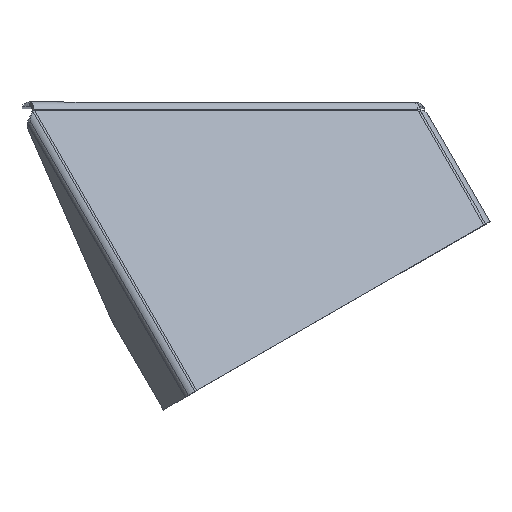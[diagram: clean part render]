
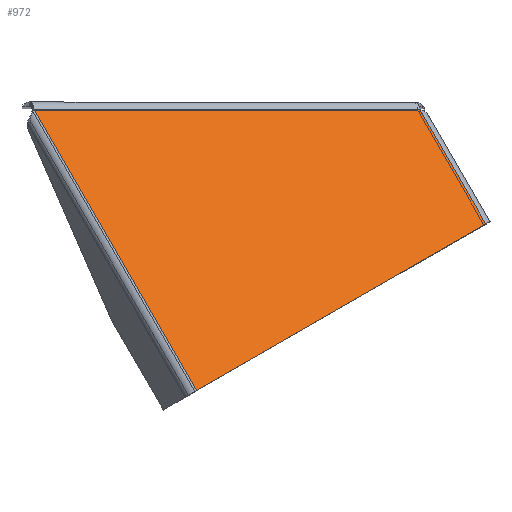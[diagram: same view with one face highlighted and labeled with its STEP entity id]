
A CAD part, top view. The second image highlights one B-rep face of the part: STEP entity #972.
In plain terms, the highlighted planar face has unit normal (0.433, 0.25, 0.866).
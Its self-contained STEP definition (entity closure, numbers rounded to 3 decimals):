
#93 = VERTEX_POINT ( 'NONE', #229 ) ;
#94 = CARTESIAN_POINT ( 'NONE',  ( 105.581, 60.856, 211.162 ) ) ;
#129 = ORIENTED_EDGE ( 'NONE', *, *, #645, .F. ) ;
#182 = LINE ( 'NONE', #1050, #425 ) ;
#192 = PLANE ( 'NONE',  #586 ) ;
#229 = CARTESIAN_POINT ( 'NONE',  ( 49.701, -22.998, 263.347 ) ) ;
#258 = VERTEX_POINT ( 'NONE', #656 ) ;
#283 = DIRECTION ( 'NONE',  ( 0.894, 0., -0.447 ) ) ;
#312 = CARTESIAN_POINT ( 'NONE',  ( -35.639, -1.349, 299.758 ) ) ;
#322 = CARTESIAN_POINT ( 'NONE',  ( 37.198, -1.349, 263.34 ) ) ;
#425 = VECTOR ( 'NONE', #947, 1000. ) ;
#455 = EDGE_CURVE ( 'NONE', #955, #799, #960, .T. ) ;
#461 = ORIENTED_EDGE ( 'NONE', *, *, #936, .F. ) ;
#481 = VECTOR ( 'NONE', #939, 1000. ) ;
#586 = AXIS2_PLACEMENT_3D ( 'NONE', #94, #1151, #283 ) ;
#594 = CARTESIAN_POINT ( 'NONE',  ( -12.344, -58.82, 304.728 ) ) ;
#645 = EDGE_CURVE ( 'NONE', #258, #799, #182, .T. ) ;
#654 = CARTESIAN_POINT ( 'NONE',  ( 37.198, -1.349, 263.34 ) ) ;
#656 = CARTESIAN_POINT ( 'NONE',  ( -4.92, -54.534, 299.777 ) ) ;
#658 = DIRECTION ( 'NONE',  ( 0.5, -0.866, 0. ) ) ;
#696 = VECTOR ( 'NONE', #658, 1000. ) ;
#753 = CARTESIAN_POINT ( 'NONE',  ( 112.775, -1.349, 225.551 ) ) ;
#762 = DIRECTION ( 'NONE',  ( -0.75, -0.433, 0.5 ) ) ;
#774 = FACE_OUTER_BOUND ( 'NONE', #846, .T. ) ;
#799 = VERTEX_POINT ( 'NONE', #312 ) ;
#834 = VECTOR ( 'NONE', #762, 1000. ) ;
#836 = EDGE_CURVE ( 'NONE', #955, #93, #954, .T. ) ;
#846 = EDGE_LOOP ( 'NONE', ( #129, #461, #1097, #927 ) ) ;
#857 = LINE ( 'NONE', #594, #834 ) ;
#927 = ORIENTED_EDGE ( 'NONE', *, *, #455, .T. ) ;
#936 = EDGE_CURVE ( 'NONE', #93, #258, #857, .T. ) ;
#939 = DIRECTION ( 'NONE',  ( -0.894, 0., 0.447 ) ) ;
#947 = DIRECTION ( 'NONE',  ( -0.5, 0.866, 0. ) ) ;
#954 = LINE ( 'NONE', #322, #696 ) ;
#955 = VERTEX_POINT ( 'NONE', #654 ) ;
#960 = LINE ( 'NONE', #753, #481 ) ;
#972 = ADVANCED_FACE ( 'NONE', ( #774 ), #192, .T. ) ;
#1050 = CARTESIAN_POINT ( 'NONE',  ( -35.639, -1.349, 299.758 ) ) ;
#1097 = ORIENTED_EDGE ( 'NONE', *, *, #836, .F. ) ;
#1151 = DIRECTION ( 'NONE',  ( 0.433, 0.25, 0.866 ) ) ;
